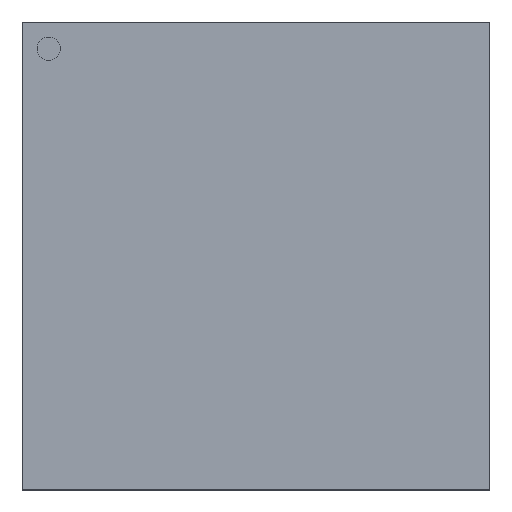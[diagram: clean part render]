
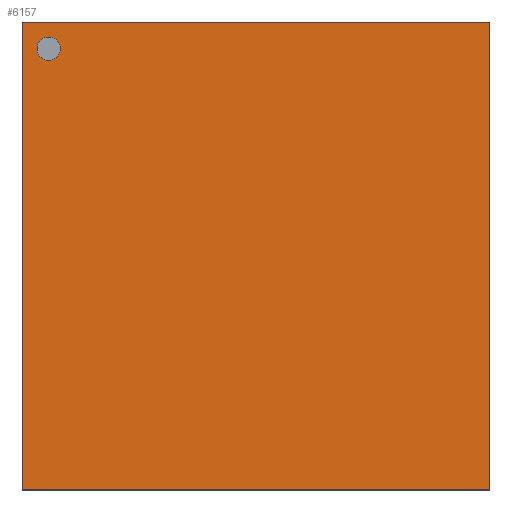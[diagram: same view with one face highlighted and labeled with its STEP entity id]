
A CAD part, top view. The second image highlights one B-rep face of the part: STEP entity #6157.
In plain terms, the highlighted planar face has unit normal (0, 0, 1).
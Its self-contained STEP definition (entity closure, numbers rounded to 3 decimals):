
#17=LINE('',#11161,#41);
#20=LINE('',#11167,#44);
#23=LINE('',#11173,#47);
#26=LINE('',#11177,#50);
#41=VECTOR('',#8526,14.);
#44=VECTOR('',#8531,14.);
#47=VECTOR('',#8536,14.);
#50=VECTOR('',#8541,14.);
#589=FACE_BOUND('',#1905,.T.);
#1114=FACE_OUTER_BOUND('',#1904,.T.);
#1904=EDGE_LOOP('',(#4561,#4562,#4563,#4564));
#1905=EDGE_LOOP('',(#4565));
#2943=CIRCLE('',#7203,0.35);
#3461=VERTEX_POINT('',#11151);
#3464=VERTEX_POINT('',#11158);
#3465=VERTEX_POINT('',#11160);
#3467=VERTEX_POINT('',#11166);
#3469=VERTEX_POINT('',#11172);
#3995=EDGE_CURVE('',#3461,#3461,#2943,.T.);
#3998=EDGE_CURVE('',#3465,#3464,#17,.T.);
#4001=EDGE_CURVE('',#3467,#3465,#20,.T.);
#4004=EDGE_CURVE('',#3469,#3467,#23,.T.);
#4007=EDGE_CURVE('',#3464,#3469,#26,.T.);
#4561=ORIENTED_EDGE('',*,*,#4007,.T.);
#4562=ORIENTED_EDGE('',*,*,#4004,.T.);
#4563=ORIENTED_EDGE('',*,*,#4001,.T.);
#4564=ORIENTED_EDGE('',*,*,#3998,.T.);
#4565=ORIENTED_EDGE('',*,*,#3995,.T.);
#5626=PLANE('',#7210);
#6157=ADVANCED_FACE('',(#1114,#589),#5626,.T.);
#7203=AXIS2_PLACEMENT_3D('',#11152,#8518,#8519);
#7210=AXIS2_PLACEMENT_3D('',#11179,#8544,#8545);
#8518=DIRECTION('center_axis',(0.,0.,-1.));
#8519=DIRECTION('ref_axis',(-1.,0.,0.));
#8526=DIRECTION('',(0.,1.,0.));
#8531=DIRECTION('',(1.,0.,0.));
#8536=DIRECTION('',(0.,-1.,0.));
#8541=DIRECTION('',(-1.,0.,0.));
#8544=DIRECTION('center_axis',(0.,0.,1.));
#8545=DIRECTION('ref_axis',(1.,0.,0.));
#11151=CARTESIAN_POINT('',(-5.85,6.2,1.45));
#11152=CARTESIAN_POINT('Origin',(-6.2,6.2,1.45));
#11158=CARTESIAN_POINT('',(7.,7.,1.45));
#11160=CARTESIAN_POINT('',(7.,-7.,1.45));
#11161=CARTESIAN_POINT('',(7.,7.,1.45));
#11166=CARTESIAN_POINT('',(-7.,-7.,1.45));
#11167=CARTESIAN_POINT('',(7.,-7.,1.45));
#11172=CARTESIAN_POINT('',(-7.,7.,1.45));
#11173=CARTESIAN_POINT('',(-7.,-7.,1.45));
#11177=CARTESIAN_POINT('',(-7.,7.,1.45));
#11179=CARTESIAN_POINT('Origin',(0.,0.,1.45));
